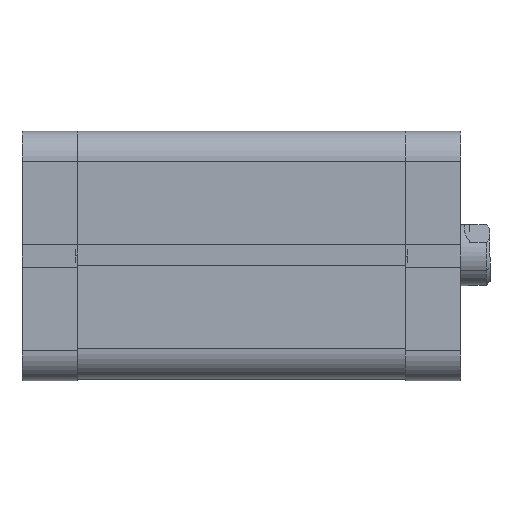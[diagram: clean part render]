
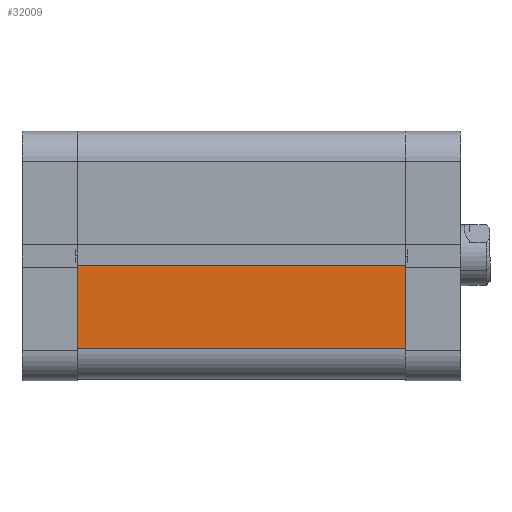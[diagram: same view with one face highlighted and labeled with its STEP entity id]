
A CAD part, front view. The second image highlights one B-rep face of the part: STEP entity #32009.
In plain terms, the highlighted planar face has unit normal (0, -1, 0).
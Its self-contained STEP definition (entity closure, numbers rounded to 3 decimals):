
#455 = DIRECTION ( 'NONE',  ( 0., 0., -1. ) ) ;
#2078 = CARTESIAN_POINT ( 'NONE',  ( 86., -32.5, -24.5 ) ) ;
#4499 = ORIENTED_EDGE ( 'NONE', *, *, #36472, .T. ) ;
#6076 = CARTESIAN_POINT ( 'NONE',  ( 86., -32.5, -24.5 ) ) ;
#6802 = CARTESIAN_POINT ( 'NONE',  ( 0., -32.5, -32.5 ) ) ;
#7290 = EDGE_LOOP ( 'NONE', ( #31959, #37772, #4499, #24557 ) ) ;
#9628 = FACE_OUTER_BOUND ( 'NONE', #7290, .T. ) ;
#9647 = DIRECTION ( 'NONE',  ( 1., 0., 0. ) ) ;
#11733 = EDGE_CURVE ( 'NONE', #14524, #28248, #33070, .T. ) ;
#14524 = VERTEX_POINT ( 'NONE', #27499 ) ;
#14814 = AXIS2_PLACEMENT_3D ( 'NONE', #30881, #25098, #16172 ) ;
#15130 = VERTEX_POINT ( 'NONE', #31302 ) ;
#15562 = CARTESIAN_POINT ( 'NONE',  ( 0., -32.5, -2.8 ) ) ;
#16172 = DIRECTION ( 'NONE',  ( 0., 0., 1. ) ) ;
#18158 = DIRECTION ( 'NONE',  ( -1., 0., 0. ) ) ;
#18310 = LINE ( 'NONE', #30429, #26382 ) ;
#18754 = VECTOR ( 'NONE', #18158, 1000. ) ;
#21723 = PLANE ( 'NONE',  #14814 ) ;
#22596 = VECTOR ( 'NONE', #9647, 1000. ) ;
#23730 = VECTOR ( 'NONE', #31030, 1000. ) ;
#24557 = ORIENTED_EDGE ( 'NONE', *, *, #37805, .F. ) ;
#25098 = DIRECTION ( 'NONE',  ( 0., 1., 0. ) ) ;
#26382 = VECTOR ( 'NONE', #455, 1000. ) ;
#27499 = CARTESIAN_POINT ( 'NONE',  ( 86., -32.5, -2.8 ) ) ;
#28248 = VERTEX_POINT ( 'NONE', #15562 ) ;
#30092 = CARTESIAN_POINT ( 'NONE',  ( 86.001, -32.5, -2.8 ) ) ;
#30429 = CARTESIAN_POINT ( 'NONE',  ( 86., -32.5, -32.5 ) ) ;
#30881 = CARTESIAN_POINT ( 'NONE',  ( 86., -32.5, -32.5 ) ) ;
#31030 = DIRECTION ( 'NONE',  ( 0., 0., -1. ) ) ;
#31302 = CARTESIAN_POINT ( 'NONE',  ( 0., -32.5, -24.5 ) ) ;
#31959 = ORIENTED_EDGE ( 'NONE', *, *, #11733, .T. ) ;
#32009 = ADVANCED_FACE ( 'NONE', ( #9628 ), #21723, .F. ) ;
#33070 = LINE ( 'NONE', #30092, #18754 ) ;
#33349 = VERTEX_POINT ( 'NONE', #2078 ) ;
#33518 = EDGE_CURVE ( 'NONE', #28248, #15130, #37386, .T. ) ;
#36472 = EDGE_CURVE ( 'NONE', #15130, #33349, #36664, .T. ) ;
#36664 = LINE ( 'NONE', #6076, #22596 ) ;
#37386 = LINE ( 'NONE', #6802, #23730 ) ;
#37772 = ORIENTED_EDGE ( 'NONE', *, *, #33518, .T. ) ;
#37805 = EDGE_CURVE ( 'NONE', #14524, #33349, #18310, .T. ) ;
